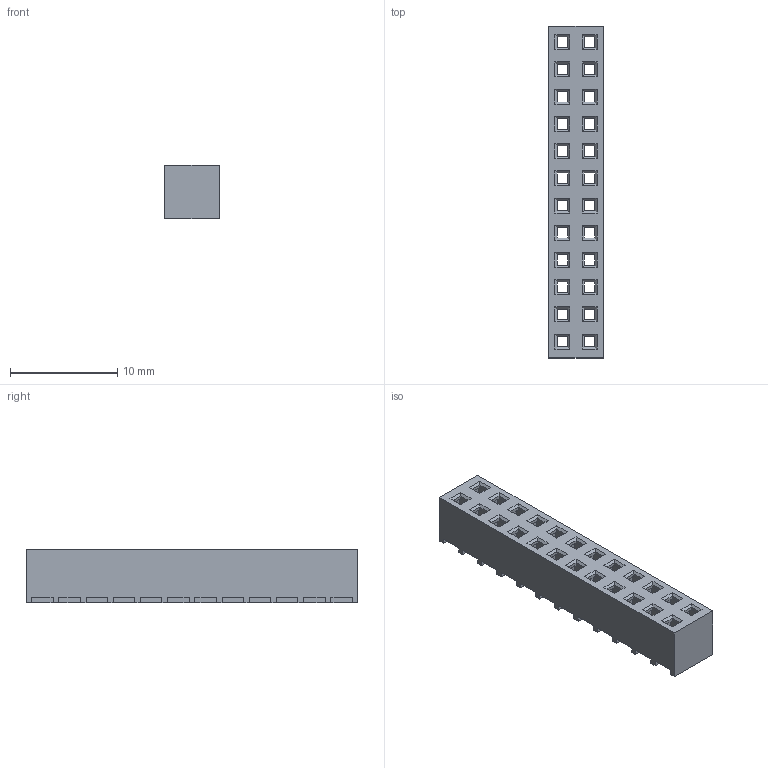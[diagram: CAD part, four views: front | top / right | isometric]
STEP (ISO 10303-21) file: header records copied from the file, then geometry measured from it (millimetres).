
FILE_DESCRIPTION(/* description */ ('model of Connector_Wuerth_WR-PHD_Standard_2x12_P2.54_Vertical_61302425721'),/* implementation_level */ '2;1');
FILE_NAME(/* name */ 'Connector_Wuerth_WR-PHD_Standard_2x12_P2.54_Vertical_61302425721.step',/* time_stamp */ '2020-10-06T23:17:07',/* author */ ('Joel',''),/* organization */ (''),/* preprocessor_version */ '',/* originating_system */ '',/* authorisation */ '');
FILE_SCHEMA(('AUTOMOTIVE_DESIGN { 1 0 10303 214 1 1 1 1 }'));
Length unit declared in the file: millimetre
Products named in the file (1): Shape0_9611618139448203
Bounding box: 5.08 x 30.98 x 5 mm (x, y, z)
Volume: 415.8 mm3; surface area: 1406.7 mm2
Topology: 1 solids, 1 shells, 462 faces, 1212 edges, 776 vertices
Faces by surface type: plane 462
Entity records: 29517 total; most frequent: CARTESIAN_POINT 5019, DIRECTION 4418, LINE 3492, VECTOR 3492, ORIENTED_EDGE 2424, PCURVE 2424, DEFINITIONAL_REPRESENTATION 2424, EDGE_CURVE 1212
